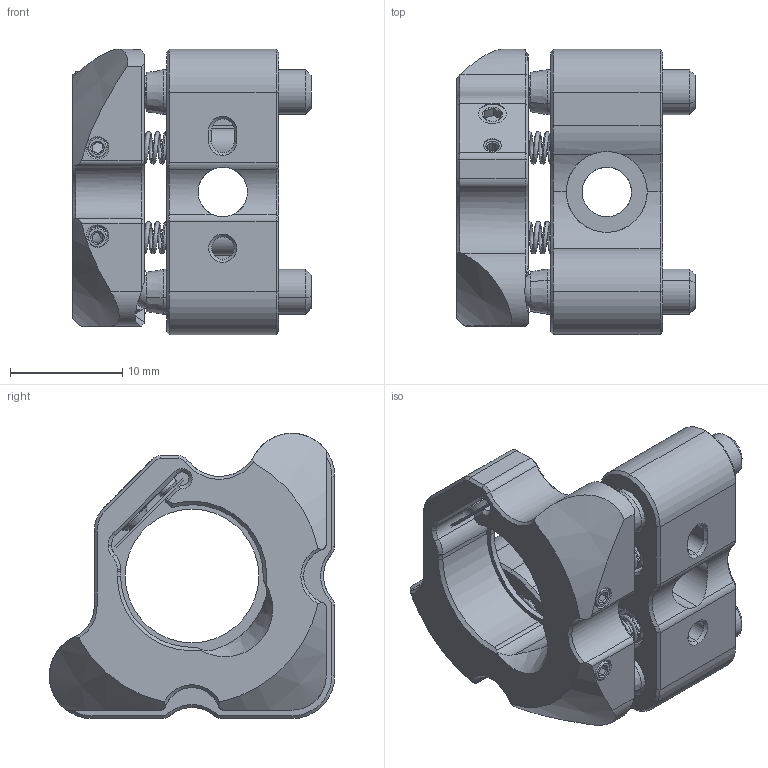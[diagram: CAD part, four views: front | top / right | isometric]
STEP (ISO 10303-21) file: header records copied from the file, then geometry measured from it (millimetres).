
FILE_DESCRIPTION (( 'STEP AP214' ), '1' );
FILE_NAME ('1.1.20.5_ZJO-0.5-3_替代进口不锈钢光学调整架，用于0.5英寸光学原件，顶丝固定，三轴.STEP', '2021-07-31T04:43:25', ( 'Microsoft' ), ( 'Microsoft' ), 'SwSTEP 2.0', 'SolidWorks 2018', '' );
FILE_SCHEMA (( 'AUTOMOTIVE_DESIGN' ));
Length unit declared in the file: millimetre
Products named in the file (1): 1.1.20.5_ZJO-0.5-3_替代进口不锈钢光学调整架，用于0.5英寸光学原件，顶丝固定，三轴
Bounding box: 21.22 x 25.4 x 25.4 mm (x, y, z)
Surface area: 5159.2 mm2 (no closed solid volume)
Topology: 0 solids, 33 shells, 452 faces, 1216 edges, 763 vertices
Faces by surface type: cone 167, plane 142, cylinder 113, bspline 24, sphere 6
Entity records: 93033 total; most frequent: CARTESIAN_POINT 77153, DIRECTION 2246, ORIENTED_EDGE 2182, EDGE_CURVE 1193, AXIS2_PLACEMENT_3D 855, VERTEX_POINT 754, VECTOR 536, LINE 536
